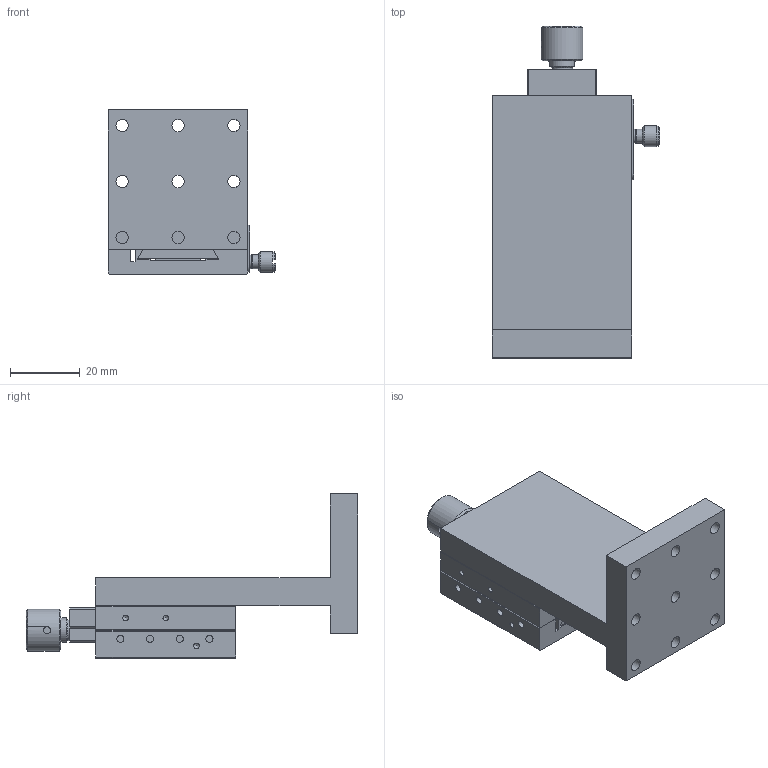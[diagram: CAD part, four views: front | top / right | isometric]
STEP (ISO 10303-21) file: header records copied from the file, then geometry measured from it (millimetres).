
FILE_DESCRIPTION (( 'STEP AP203' ), '1' );
FILE_NAME ('528809.STEP', '2024-10-15T06:45:23', ( 'Windows User' ), ( 'P R C' ), 'SwSTEP 2.0', 'SolidWorks 2020', '' );
FILE_SCHEMA (( 'CONFIG_CONTROL_DESIGN' ));
Length unit declared in the file: millimetre
Products named in the file (1): 528809
Bounding box: 48 x 95 x 47 mm (x, y, z)
Surface area: 26699.7 mm2 (no closed solid volume)
Topology: 0 solids, 6 shells, 279 faces, 649 edges, 424 vertices
Faces by surface type: plane 145, cylinder 93, cone 39, torus 2
Full cylindrical faces by diameter (mm): 1.6 x8, 1.999 x1, 2.05 x5, 2.459 x4, 2.5 x9, 3 x3, 3.242 x8, 3.5 x14, 3.999 x2, 4 x3, 4.5 x4, 5.999 x1, 6 x16, 7 x1, 12 x1
Entity records: 7583 total; most frequent: CARTESIAN_POINT 1573, DIRECTION 1258, ORIENTED_EDGE 992, EDGE_CURVE 497, AXIS2_PLACEMENT_3D 491, EDGE_LOOP 484, VERTEX_POINT 391, FACE_OUTER_BOUND 359
